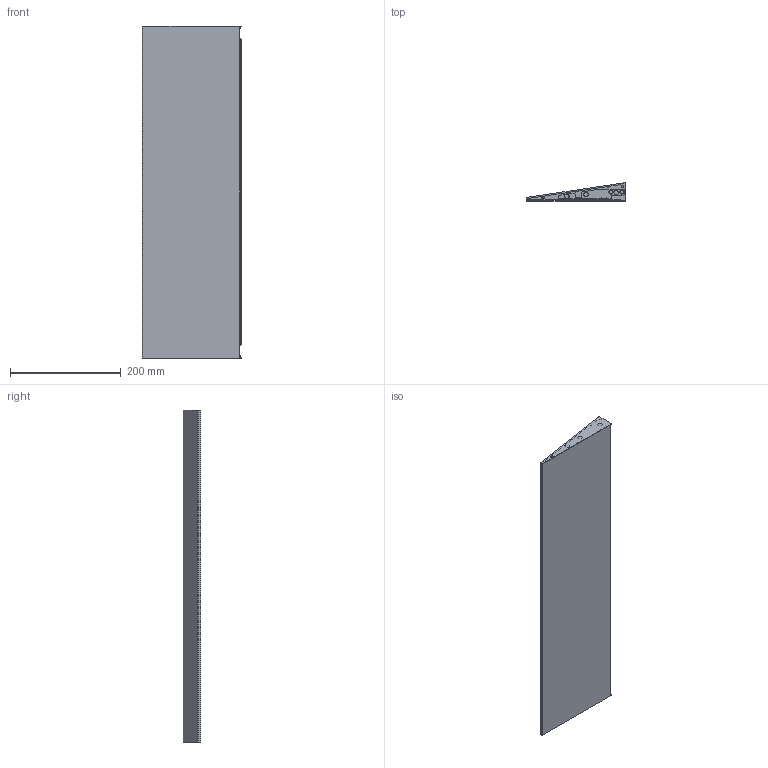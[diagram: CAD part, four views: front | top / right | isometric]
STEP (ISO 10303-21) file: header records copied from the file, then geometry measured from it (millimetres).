
FILE_DESCRIPTION(('STEP AP214'),'1');
FILE_NAME('8041241 transFORM Wandtablar 600.STP','2023-11-23T10:04:51',(' '),(' '),'Spatial InterOp 3D',' ',' ');
FILE_SCHEMA(('AUTOMOTIVE_DESIGN { 1 0 10303 214 1 1 1 1 }'));
Length unit declared in the file: millimetre
Products named in the file (1): Summe
Bounding box: 180 x 32.49 x 600 mm (x, y, z)
Volume: 717532.8 mm3; surface area: 652353.7 mm2
Topology: 1 solids, 1 shells, 601 faces, 1769 edges, 1154 vertices
Faces by surface type: plane 310, cylinder 267, cone 24
Entity records: 21707 total; most frequent: CARTESIAN_POINT 3681, DIRECTION 3567, ORIENTED_EDGE 3530, EDGE_CURVE 1765, AXIS2_PLACEMENT_3D 1216, VERTEX_POINT 1154, LINE 1135, VECTOR 1135
